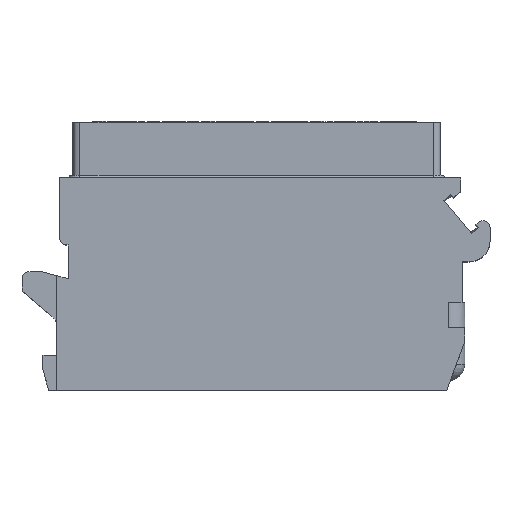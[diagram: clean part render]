
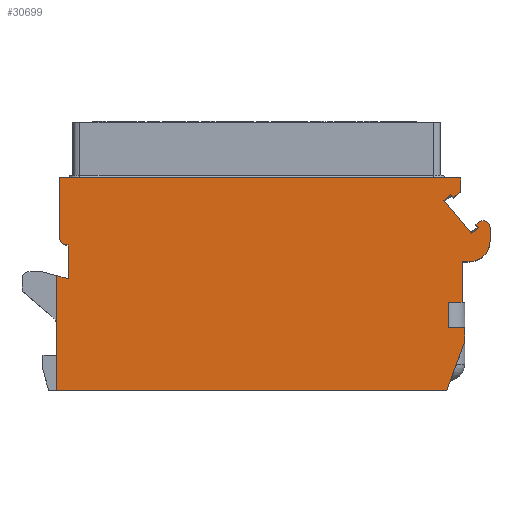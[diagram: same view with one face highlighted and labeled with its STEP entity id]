
A CAD part, top view. The second image highlights one B-rep face of the part: STEP entity #30699.
In plain terms, the highlighted planar face has unit normal (0, 0, 1).
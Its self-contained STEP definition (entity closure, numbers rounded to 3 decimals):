
#98=DIRECTION('',(0.643,-0.766,0.));
#99=VECTOR('',#98,0.3);
#100=CARTESIAN_POINT('',(15.698,11.873,7.));
#101=LINE('',#100,#99);
#102=DIRECTION('',(0.766,0.643,0.));
#103=VECTOR('',#102,0.236);
#104=CARTESIAN_POINT('',(15.698,11.873,7.));
#105=LINE('',#104,#103);
#106=DIRECTION('',(0.,1.,0.));
#107=VECTOR('',#106,0.942);
#108=CARTESIAN_POINT('',(16.7,10.7,7.));
#109=LINE('',#108,#107);
#110=DIRECTION('',(-1.,0.,0.));
#111=VECTOR('',#110,0.5);
#112=CARTESIAN_POINT('',(15.2,9.2,7.));
#113=LINE('',#112,#111);
#114=DIRECTION('',(0.,-1.,0.));
#115=VECTOR('',#114,2.9);
#116=CARTESIAN_POINT('',(14.7,9.2,7.));
#117=LINE('',#116,#115);
#118=DIRECTION('',(-1.,0.,0.));
#119=VECTOR('',#118,1.);
#120=CARTESIAN_POINT('',(14.7,6.3,7.));
#121=LINE('',#120,#119);
#122=DIRECTION('',(0.,-1.,0.));
#123=VECTOR('',#122,1.8);
#124=CARTESIAN_POINT('',(13.7,6.3,7.));
#125=LINE('',#124,#123);
#126=DIRECTION('',(1.,0.,0.));
#127=VECTOR('',#126,1.2);
#128=CARTESIAN_POINT('',(13.7,4.5,7.));
#129=LINE('',#128,#127);
#130=DIRECTION('',(0.,-1.,0.));
#131=VECTOR('',#130,1.);
#132=CARTESIAN_POINT('',(14.9,4.5,7.));
#133=LINE('',#132,#131);
#134=DIRECTION('',(-0.348,-0.937,0.));
#135=VECTOR('',#134,3.734);
#136=CARTESIAN_POINT('',(14.9,3.5,7.));
#137=LINE('',#136,#135);
#138=DIRECTION('',(1.,0.,0.));
#139=VECTOR('',#138,27.9);
#140=CARTESIAN_POINT('',(-14.3,0.,7.));
#141=LINE('',#140,#139);
#142=DIRECTION('',(0.966,-0.259,0.));
#143=VECTOR('',#142,0.828);
#144=CARTESIAN_POINT('',(-14.3,8.205,7.));
#145=LINE('',#144,#143);
#146=DIRECTION('',(0.,1.,0.));
#147=VECTOR('',#146,2.409);
#148=CARTESIAN_POINT('',(-13.5,7.991,7.));
#149=LINE('',#148,#147);
#150=DIRECTION('',(-1.,0.,0.));
#151=VECTOR('',#150,0.1);
#152=CARTESIAN_POINT('',(-13.5,10.4,7.));
#153=LINE('',#152,#151);
#154=CARTESIAN_POINT('',(-13.6,10.9,7.));
#155=DIRECTION('',(0.,0.,1.));
#156=DIRECTION('',(-1.,0.,0.));
#157=AXIS2_PLACEMENT_3D('',#154,#155,#156);
#159=DIRECTION('',(0.,-1.,0.));
#160=VECTOR('',#159,4.3);
#161=CARTESIAN_POINT('',(-14.1,15.2,7.));
#162=LINE('',#161,#160);
#163=DIRECTION('',(-1.,0.,0.));
#164=VECTOR('',#163,28.7);
#165=CARTESIAN_POINT('',(14.6,15.2,7.));
#166=LINE('',#165,#164);
#167=DIRECTION('',(0.,-1.,0.));
#168=VECTOR('',#167,0.985);
#169=CARTESIAN_POINT('',(14.6,15.2,7.));
#170=LINE('',#169,#168);
#171=DIRECTION('',(-0.766,-0.643,0.));
#172=VECTOR('',#171,0.665);
#173=CARTESIAN_POINT('',(14.6,14.215,7.));
#174=LINE('',#173,#172);
#175=DIRECTION('',(0.643,-0.766,0.));
#176=VECTOR('',#175,0.3);
#177=CARTESIAN_POINT('',(13.898,14.018,7.));
#178=LINE('',#177,#176);
#179=DIRECTION('',(0.643,-0.766,0.));
#180=VECTOR('',#179,3.1);
#181=CARTESIAN_POINT('',(13.4,13.6,7.));
#182=LINE('',#181,#180);
#195=CARTESIAN_POINT('',(16.2,11.642,7.));
#196=DIRECTION('',(0.,0.,1.));
#197=DIRECTION('',(1.,0.,0.));
#198=AXIS2_PLACEMENT_3D('',#195,#196,#197);
#222=CARTESIAN_POINT('',(15.2,10.7,7.));
#223=DIRECTION('',(0.,0.,-1.));
#224=DIRECTION('',(1.,0.,0.));
#225=AXIS2_PLACEMENT_3D('',#222,#223,#224);
#448=DIRECTION('',(0.,-1.,0.));
#449=VECTOR('',#448,8.205);
#450=CARTESIAN_POINT('',(-14.3,8.205,7.));
#451=LINE('',#450,#449);
#664=DIRECTION('',(0.766,0.643,0.));
#665=VECTOR('',#664,0.65);
#666=CARTESIAN_POINT('',(13.4,13.6,7.));
#667=LINE('',#666,#665);
#688=DIRECTION('',(-0.766,-0.643,0.));
#689=VECTOR('',#688,0.65);
#690=CARTESIAN_POINT('',(15.891,11.643,7.));
#691=LINE('',#690,#689);
#23816=CARTESIAN_POINT('',(-13.5,7.991,7.));
#23817=CARTESIAN_POINT('',(-13.5,10.4,7.));
#23818=VERTEX_POINT('',#23816);
#23819=VERTEX_POINT('',#23817);
#23820=CARTESIAN_POINT('',(-14.1,10.9,7.));
#23821=CARTESIAN_POINT('',(-13.6,10.4,7.));
#23822=VERTEX_POINT('',#23820);
#23823=VERTEX_POINT('',#23821);
#23824=CARTESIAN_POINT('',(-14.1,15.2,7.));
#23825=VERTEX_POINT('',#23824);
#23826=CARTESIAN_POINT('',(-14.3,8.205,7.));
#23828=VERTEX_POINT('',#23826);
#23838=CARTESIAN_POINT('',(-14.3,0.,7.));
#23839=VERTEX_POINT('',#23838);
#23882=CARTESIAN_POINT('',(14.7,9.2,7.));
#23884=VERTEX_POINT('',#23882);
#23898=CARTESIAN_POINT('',(14.7,6.3,7.));
#23899=CARTESIAN_POINT('',(13.7,6.3,7.));
#23900=VERTEX_POINT('',#23898);
#23901=VERTEX_POINT('',#23899);
#23902=CARTESIAN_POINT('',(13.7,4.5,7.));
#23903=VERTEX_POINT('',#23902);
#23904=CARTESIAN_POINT('',(14.9,4.5,7.));
#23905=VERTEX_POINT('',#23904);
#23906=CARTESIAN_POINT('',(14.9,3.5,7.));
#23907=VERTEX_POINT('',#23906);
#23908=CARTESIAN_POINT('',(13.6,0.,7.));
#23909=VERTEX_POINT('',#23908);
#23911=CARTESIAN_POINT('',(16.7,10.7,7.));
#23913=VERTEX_POINT('',#23911);
#23915=CARTESIAN_POINT('',(15.2,9.2,7.));
#23917=VERTEX_POINT('',#23915);
#23939=CARTESIAN_POINT('',(14.6,15.2,7.));
#23940=CARTESIAN_POINT('',(14.6,14.215,7.));
#23941=VERTEX_POINT('',#23939);
#23942=VERTEX_POINT('',#23940);
#23944=CARTESIAN_POINT('',(16.7,11.642,7.));
#23946=VERTEX_POINT('',#23944);
#23948=CARTESIAN_POINT('',(15.879,12.025,7.));
#23950=VERTEX_POINT('',#23948);
#26411=CARTESIAN_POINT('',(15.393,11.225,7.));
#26413=VERTEX_POINT('',#26411);
#26421=CARTESIAN_POINT('',(13.4,13.6,7.));
#26422=VERTEX_POINT('',#26421);
#26427=CARTESIAN_POINT('',(14.091,13.788,7.));
#26428=VERTEX_POINT('',#26427);
#26430=CARTESIAN_POINT('',(13.898,14.018,7.));
#26432=VERTEX_POINT('',#26430);
#26437=CARTESIAN_POINT('',(15.698,11.873,7.));
#26438=VERTEX_POINT('',#26437);
#26439=CARTESIAN_POINT('',(15.891,11.643,7.));
#26441=VERTEX_POINT('',#26439);
#30641=CARTESIAN_POINT('',(0.,0.,7.));
#30642=DIRECTION('',(0.,0.,1.));
#30643=DIRECTION('',(1.,0.,0.));
#30644=AXIS2_PLACEMENT_3D('',#30641,#30642,#30643);
#30645=PLANE('',#30644);
#30646=ORIENTED_EDGE('',*,*,#30631,.F.);
#30648=ORIENTED_EDGE('',*,*,#30647,.T.);
#30650=ORIENTED_EDGE('',*,*,#30649,.F.);
#30652=ORIENTED_EDGE('',*,*,#30651,.F.);
#30654=ORIENTED_EDGE('',*,*,#30653,.T.);
#30656=ORIENTED_EDGE('',*,*,#30655,.T.);
#30658=ORIENTED_EDGE('',*,*,#30657,.T.);
#30660=ORIENTED_EDGE('',*,*,#30659,.T.);
#30662=ORIENTED_EDGE('',*,*,#30661,.T.);
#30664=ORIENTED_EDGE('',*,*,#30663,.T.);
#30666=ORIENTED_EDGE('',*,*,#30665,.T.);
#30668=ORIENTED_EDGE('',*,*,#30667,.T.);
#30670=ORIENTED_EDGE('',*,*,#30669,.F.);
#30672=ORIENTED_EDGE('',*,*,#30671,.F.);
#30674=ORIENTED_EDGE('',*,*,#30673,.T.);
#30676=ORIENTED_EDGE('',*,*,#30675,.T.);
#30678=ORIENTED_EDGE('',*,*,#30677,.T.);
#30680=ORIENTED_EDGE('',*,*,#30679,.F.);
#30682=ORIENTED_EDGE('',*,*,#30681,.F.);
#30684=ORIENTED_EDGE('',*,*,#30683,.F.);
#30686=ORIENTED_EDGE('',*,*,#30685,.T.);
#30688=ORIENTED_EDGE('',*,*,#30687,.T.);
#30690=ORIENTED_EDGE('',*,*,#30689,.F.);
#30692=ORIENTED_EDGE('',*,*,#30691,.F.);
#30694=ORIENTED_EDGE('',*,*,#30693,.T.);
#30696=ORIENTED_EDGE('',*,*,#30695,.F.);
#30697=EDGE_LOOP('',(#30646,#30648,#30650,#30652,#30654,#30656,#30658,#30660,
#30662,#30664,#30666,#30668,#30670,#30672,#30674,#30676,#30678,#30680,#30682,
#30684,#30686,#30688,#30690,#30692,#30694,#30696));
#30698=FACE_OUTER_BOUND('',#30697,.F.);
#30699=ADVANCED_FACE('',(#30698),#30645,.T.);
#158=CIRCLE('',#157,0.5);
#199=CIRCLE('',#198,0.5);
#226=CIRCLE('',#225,1.5);
#30631=EDGE_CURVE('',#26438,#26441,#101,.T.);
#30647=EDGE_CURVE('',#26438,#23950,#105,.T.);
#30649=EDGE_CURVE('',#23946,#23950,#199,.T.);
#30651=EDGE_CURVE('',#23913,#23946,#109,.T.);
#30653=EDGE_CURVE('',#23913,#23917,#226,.T.);
#30655=EDGE_CURVE('',#23917,#23884,#113,.T.);
#30657=EDGE_CURVE('',#23884,#23900,#117,.T.);
#30659=EDGE_CURVE('',#23900,#23901,#121,.T.);
#30661=EDGE_CURVE('',#23901,#23903,#125,.T.);
#30663=EDGE_CURVE('',#23903,#23905,#129,.T.);
#30665=EDGE_CURVE('',#23905,#23907,#133,.T.);
#30667=EDGE_CURVE('',#23907,#23909,#137,.T.);
#30669=EDGE_CURVE('',#23839,#23909,#141,.T.);
#30671=EDGE_CURVE('',#23828,#23839,#451,.T.);
#30673=EDGE_CURVE('',#23828,#23818,#145,.T.);
#30675=EDGE_CURVE('',#23818,#23819,#149,.T.);
#30677=EDGE_CURVE('',#23819,#23823,#153,.T.);
#30679=EDGE_CURVE('',#23822,#23823,#158,.T.);
#30681=EDGE_CURVE('',#23825,#23822,#162,.T.);
#30683=EDGE_CURVE('',#23941,#23825,#166,.T.);
#30685=EDGE_CURVE('',#23941,#23942,#170,.T.);
#30687=EDGE_CURVE('',#23942,#26428,#174,.T.);
#30689=EDGE_CURVE('',#26432,#26428,#178,.T.);
#30691=EDGE_CURVE('',#26422,#26432,#667,.T.);
#30693=EDGE_CURVE('',#26422,#26413,#182,.T.);
#30695=EDGE_CURVE('',#26441,#26413,#691,.T.);
